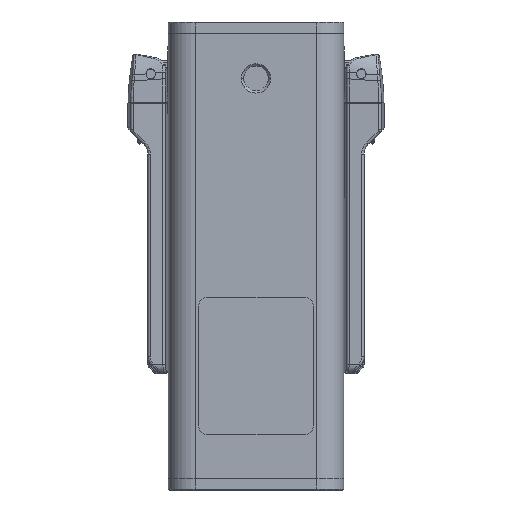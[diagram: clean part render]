
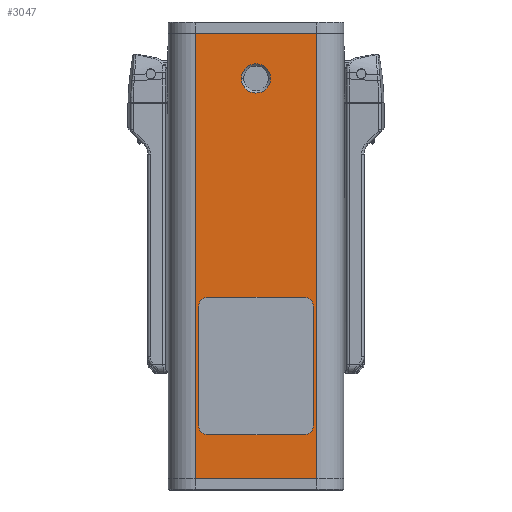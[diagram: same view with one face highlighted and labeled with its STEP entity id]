
A CAD part, front view. The second image highlights one B-rep face of the part: STEP entity #3047.
In plain terms, the highlighted planar face has unit normal (0, -1, 0).
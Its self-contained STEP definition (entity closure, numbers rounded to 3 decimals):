
#338=CARTESIAN_POINT('',(10.874,-2.,-42.349));
#339=DIRECTION('',(0.,1.,0.));
#340=DIRECTION('',(0.,0.,1.));
#341=AXIS2_PLACEMENT_3D('',#338,#339,#340);
#406=CARTESIAN_POINT('',(-10.626,-2.,-42.349));
#407=DIRECTION('',(0.,1.,0.));
#408=DIRECTION('',(-1.,0.,0.));
#409=AXIS2_PLACEMENT_3D('',#406,#407,#408);
#428=CARTESIAN_POINT('',(-10.626,-2.,-68.849));
#429=DIRECTION('',(0.,1.,0.));
#430=DIRECTION('',(0.,0.,-1.));
#431=AXIS2_PLACEMENT_3D('',#428,#429,#430);
#450=CARTESIAN_POINT('',(10.874,-2.,-68.849));
#451=DIRECTION('',(0.,1.,0.));
#452=DIRECTION('',(1.,0.,0.));
#453=AXIS2_PLACEMENT_3D('',#450,#451,#452);
#458=CARTESIAN_POINT('',(0.124,-2.,8.301));
#459=DIRECTION('',(0.,1.,0.));
#460=DIRECTION('',(1.,0.,0.));
#461=AXIS2_PLACEMENT_3D('',#458,#459,#460);
#466=CARTESIAN_POINT('',(0.124,-2.,8.301));
#467=DIRECTION('',(0.,1.,0.));
#468=DIRECTION('',(-1.,0.,0.));
#469=AXIS2_PLACEMENT_3D('',#466,#467,#468);
#474=DIRECTION('',(0.,0.,1.));
#475=VECTOR('',#474,26.5);
#476=CARTESIAN_POINT('',(12.874,-2.,-68.849));
#477=LINE('',#476,#475);
#481=DIRECTION('',(-1.,0.,0.));
#482=VECTOR('',#481,21.5);
#483=CARTESIAN_POINT('',(10.874,-2.,-40.349));
#484=LINE('',#483,#482);
#488=DIRECTION('',(0.,0.,-1.));
#489=VECTOR('',#488,26.5);
#490=CARTESIAN_POINT('',(-12.626,-2.,-42.349));
#491=LINE('',#490,#489);
#495=DIRECTION('',(1.,0.,0.));
#496=VECTOR('',#495,21.5);
#497=CARTESIAN_POINT('',(-10.626,-2.,-70.849));
#498=LINE('',#497,#496);
#502=DIRECTION('',(0.,0.,-1.));
#503=VECTOR('',#502,98.9);
#504=CARTESIAN_POINT('',(13.624,-2.,18.251));
#505=LINE('',#504,#503);
#1988=DIRECTION('',(1.,0.,0.));
#1989=VECTOR('',#1988,27.);
#1990=CARTESIAN_POINT('',(-13.376,-2.,18.251));
#1991=LINE('',#1990,#1989);
#2302=DIRECTION('',(-1.,0.,0.));
#2303=VECTOR('',#2302,27.);
#2304=CARTESIAN_POINT('',(13.624,-2.,-80.649));
#2305=LINE('',#2304,#2303);
#2451=DIRECTION('',(0.,0.,-1.));
#2452=VECTOR('',#2451,98.9);
#2453=CARTESIAN_POINT('',(-13.376,-2.,18.251));
#2454=LINE('',#2453,#2452);
#2516=CARTESIAN_POINT('',(3.374,-2.,8.301));
#2517=CARTESIAN_POINT('',(-3.126,-2.,8.301));
#2518=VERTEX_POINT('',#2516);
#2519=VERTEX_POINT('',#2517);
#2668=CARTESIAN_POINT('',(-12.626,-2.,-42.349));
#2669=VERTEX_POINT('',#2668);
#2670=CARTESIAN_POINT('',(-10.626,-2.,-40.349));
#2671=VERTEX_POINT('',#2670);
#2676=CARTESIAN_POINT('',(10.874,-2.,-40.349));
#2677=VERTEX_POINT('',#2676);
#2678=CARTESIAN_POINT('',(12.874,-2.,-42.349));
#2679=VERTEX_POINT('',#2678);
#2684=CARTESIAN_POINT('',(-10.626,-2.,-70.849));
#2685=VERTEX_POINT('',#2684);
#2686=CARTESIAN_POINT('',(-12.626,-2.,-68.849));
#2687=VERTEX_POINT('',#2686);
#2692=CARTESIAN_POINT('',(12.874,-2.,-68.849));
#2693=VERTEX_POINT('',#2692);
#2694=CARTESIAN_POINT('',(10.874,-2.,-70.849));
#2695=VERTEX_POINT('',#2694);
#2701=CARTESIAN_POINT('',(-13.376,-2.,18.251));
#2703=VERTEX_POINT('',#2701);
#2704=CARTESIAN_POINT('',(13.624,-2.,18.251));
#2705=VERTEX_POINT('',#2704);
#2709=CARTESIAN_POINT('',(13.624,-2.,-80.649));
#2711=VERTEX_POINT('',#2709);
#2712=CARTESIAN_POINT('',(-13.376,-2.,-80.649));
#2713=VERTEX_POINT('',#2712);
#3015=CARTESIAN_POINT('',(0.,-2.,0.));
#3016=DIRECTION('',(0.,-1.,0.));
#3017=DIRECTION('',(-1.,0.,0.));
#3018=AXIS2_PLACEMENT_3D('',#3015,#3016,#3017);
#3019=PLANE('',#3018);
#3021=ORIENTED_EDGE('',*,*,#3020,.T.);
#3023=ORIENTED_EDGE('',*,*,#3022,.T.);
#3025=ORIENTED_EDGE('',*,*,#3024,.F.);
#3027=ORIENTED_EDGE('',*,*,#3026,.T.);
#3028=EDGE_LOOP('',(#3021,#3023,#3025,#3027));
#3029=FACE_OUTER_BOUND('',#3028,.F.);
#3030=ORIENTED_EDGE('',*,*,#2899,.T.);
#3031=ORIENTED_EDGE('',*,*,#2917,.F.);
#3033=ORIENTED_EDGE('',*,*,#3032,.T.);
#3034=ORIENTED_EDGE('',*,*,#2953,.F.);
#3035=ORIENTED_EDGE('',*,*,#2969,.T.);
#3036=ORIENTED_EDGE('',*,*,#2982,.F.);
#3037=ORIENTED_EDGE('',*,*,#2997,.T.);
#3038=ORIENTED_EDGE('',*,*,#3009,.F.);
#3039=EDGE_LOOP('',(#3030,#3031,#3033,#3034,#3035,#3036,#3037,#3038));
#3040=FACE_BOUND('',#3039,.F.);
#3042=ORIENTED_EDGE('',*,*,#3041,.F.);
#3044=ORIENTED_EDGE('',*,*,#3043,.F.);
#3045=EDGE_LOOP('',(#3042,#3044));
#3046=FACE_BOUND('',#3045,.F.);
#3047=ADVANCED_FACE('',(#3029,#3040,#3046),#3019,.T.);
#342=CIRCLE('',#341,2.);
#410=CIRCLE('',#409,2.);
#432=CIRCLE('',#431,2.);
#454=CIRCLE('',#453,2.);
#462=CIRCLE('',#461,3.25);
#470=CIRCLE('',#469,3.25);
#2899=EDGE_CURVE('',#2693,#2679,#477,.T.);
#2917=EDGE_CURVE('',#2677,#2679,#342,.T.);
#2953=EDGE_CURVE('',#2669,#2671,#410,.T.);
#2969=EDGE_CURVE('',#2669,#2687,#491,.T.);
#2982=EDGE_CURVE('',#2685,#2687,#432,.T.);
#2997=EDGE_CURVE('',#2685,#2695,#498,.T.);
#3009=EDGE_CURVE('',#2693,#2695,#454,.T.);
#3020=EDGE_CURVE('',#2705,#2711,#505,.T.);
#3022=EDGE_CURVE('',#2711,#2713,#2305,.T.);
#3024=EDGE_CURVE('',#2703,#2713,#2454,.T.);
#3026=EDGE_CURVE('',#2703,#2705,#1991,.T.);
#3032=EDGE_CURVE('',#2677,#2671,#484,.T.);
#3041=EDGE_CURVE('',#2518,#2519,#462,.T.);
#3043=EDGE_CURVE('',#2519,#2518,#470,.T.);
